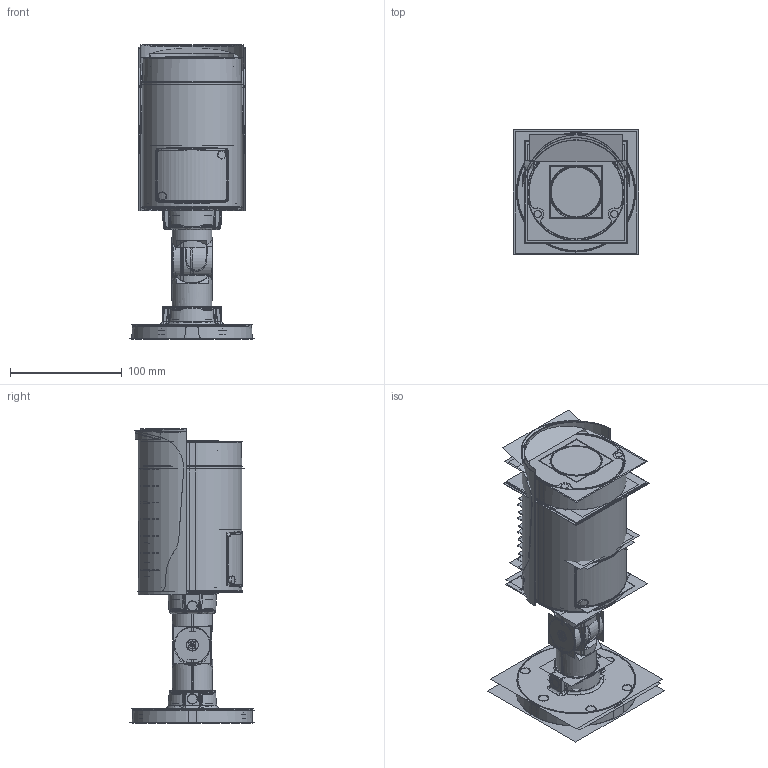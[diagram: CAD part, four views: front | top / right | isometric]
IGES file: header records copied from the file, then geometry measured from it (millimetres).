
Start section:  PTC IGES file: c261c-bullet_1.igs
Global section: file name: c261c-bullet_1.igs; native system: Pro/ENGINEER by Parametric Technology Corporation; preprocessor: 2011490; author: stella.liao; organization: Unknown; date: 20210220.114420; units: millimetre
Bounding box: 112.32 x 111.69 x 263.05 mm (x, y, z)
Surface area: 568836.5 mm2 (no closed solid volume)
Topology: 0 solids, 0 shells, 4929 faces, 71369 edges, 93598 vertices
Faces by surface type: revolution 2853, bspline 2076
